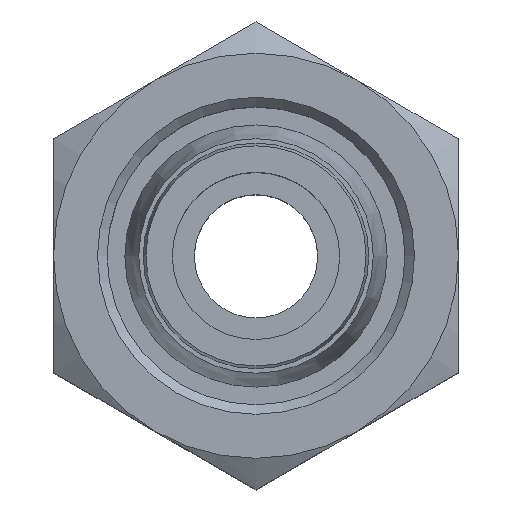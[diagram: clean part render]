
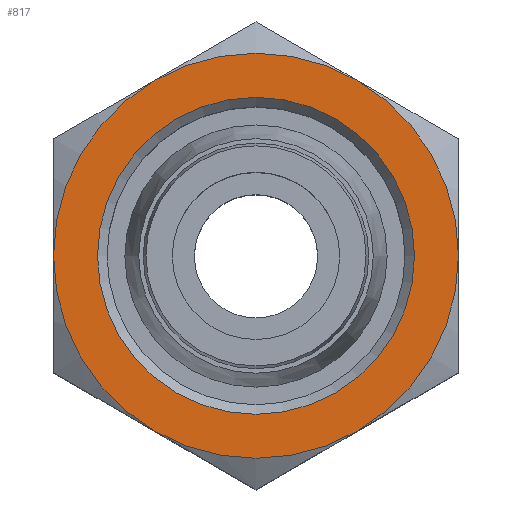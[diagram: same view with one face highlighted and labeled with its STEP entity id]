
A CAD part, top view. The second image highlights one B-rep face of the part: STEP entity #817.
In plain terms, the highlighted planar face has unit normal (0, 0, 1).
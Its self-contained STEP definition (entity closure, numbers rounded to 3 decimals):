
#51=PLANE('',#917);
#88=CIRCLE('',#896,23.);
#89=CIRCLE('',#898,23.);
#90=CIRCLE('',#900,23.);
#91=CIRCLE('',#902,23.);
#92=CIRCLE('',#904,23.);
#98=CIRCLE('',#916,23.);
#99=CIRCLE('',#918,18.);
#195=ORIENTED_EDGE('',*,*,#415,.T.);
#196=ORIENTED_EDGE('',*,*,#413,.F.);
#197=ORIENTED_EDGE('',*,*,#386,.F.);
#198=ORIENTED_EDGE('',*,*,#384,.F.);
#199=ORIENTED_EDGE('',*,*,#395,.F.);
#200=ORIENTED_EDGE('',*,*,#392,.F.);
#201=ORIENTED_EDGE('',*,*,#389,.F.);
#384=EDGE_CURVE('',#482,#481,#88,.T.);
#386=EDGE_CURVE('',#481,#484,#89,.T.);
#389=EDGE_CURVE('',#485,#487,#90,.T.);
#392=EDGE_CURVE('',#487,#489,#91,.T.);
#395=EDGE_CURVE('',#489,#482,#92,.T.);
#413=EDGE_CURVE('',#484,#485,#98,.T.);
#415=EDGE_CURVE('',#503,#503,#99,.T.);
#481=VERTEX_POINT('',#1386);
#482=VERTEX_POINT('',#1392);
#484=VERTEX_POINT('',#1401);
#485=VERTEX_POINT('',#1412);
#487=VERTEX_POINT('',#1415);
#489=VERTEX_POINT('',#1427);
#503=VERTEX_POINT('',#1522);
#601=EDGE_LOOP('',(#195));
#602=EDGE_LOOP('',(#196,#197,#198,#199,#200,#201));
#693=FACE_BOUND('',#601,.T.);
#694=FACE_BOUND('',#602,.T.);
#817=ADVANCED_FACE('',(#693,#694),#51,.T.);
#896=AXIS2_PLACEMENT_3D('',#1393,#1037,#1038);
#898=AXIS2_PLACEMENT_3D('',#1400,#1041,#1042);
#900=AXIS2_PLACEMENT_3D('',#1414,#1045,#1046);
#902=AXIS2_PLACEMENT_3D('',#1426,#1049,#1050);
#904=AXIS2_PLACEMENT_3D('',#1439,#1053,#1054);
#916=AXIS2_PLACEMENT_3D('',#1515,#1077,#1078);
#917=AXIS2_PLACEMENT_3D('',#1520,#1079,#1080);
#918=AXIS2_PLACEMENT_3D('',#1521,#1081,#1082);
#1037=DIRECTION('',(0.,0.,-1.));
#1038=DIRECTION('',(-1.,0.,0.));
#1041=DIRECTION('',(0.,0.,-1.));
#1042=DIRECTION('',(-1.,0.,0.));
#1045=DIRECTION('',(0.,0.,-1.));
#1046=DIRECTION('',(-1.,0.,0.));
#1049=DIRECTION('',(0.,0.,-1.));
#1050=DIRECTION('',(-1.,0.,0.));
#1053=DIRECTION('',(0.,0.,-1.));
#1054=DIRECTION('',(-1.,0.,0.));
#1077=DIRECTION('',(0.,0.,-1.));
#1078=DIRECTION('',(-1.,0.,0.));
#1079=DIRECTION('',(0.,0.,1.));
#1080=DIRECTION('',(1.,0.,0.));
#1081=DIRECTION('',(0.,0.,-1.));
#1082=DIRECTION('',(-1.,0.,0.));
#1386=CARTESIAN_POINT('',(-23.,0.,3.));
#1392=CARTESIAN_POINT('',(-11.5,-19.919,3.));
#1393=CARTESIAN_POINT('',(0.,0.,3.));
#1400=CARTESIAN_POINT('',(0.,0.,3.));
#1401=CARTESIAN_POINT('',(-11.5,19.919,3.));
#1412=CARTESIAN_POINT('',(11.5,19.919,3.));
#1414=CARTESIAN_POINT('',(0.,0.,3.));
#1415=CARTESIAN_POINT('',(23.,0.,3.));
#1426=CARTESIAN_POINT('',(0.,0.,3.));
#1427=CARTESIAN_POINT('',(11.5,-19.919,3.));
#1439=CARTESIAN_POINT('',(0.,0.,3.));
#1515=CARTESIAN_POINT('',(0.,0.,3.));
#1520=CARTESIAN_POINT('',(0.,23.,3.));
#1521=CARTESIAN_POINT('',(0.,0.,3.));
#1522=CARTESIAN_POINT('',(-18.,0.,3.));
